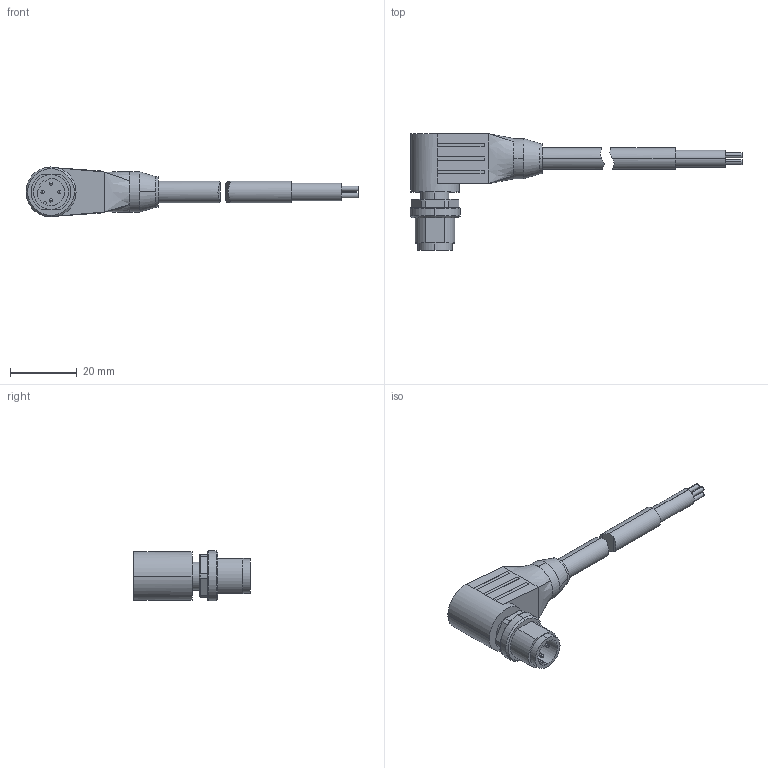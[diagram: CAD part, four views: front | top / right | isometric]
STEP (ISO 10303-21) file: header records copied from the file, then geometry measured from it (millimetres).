
FILE_DESCRIPTION(('STEP AP214'),'1');
FILE_NAME('cctmp_A240F59D-1DB3-4E32-A670-495B851CFB3E_2023_07_24_18_00_39_0969..stp','2023-07-24T16:00:41',('SIEMENS A&D'),('CADClick - www.CADClick.com'),'Spatial InterOp 3D postprocessed',' ','unknown authorization');
FILE_SCHEMA(('AUTOMOTIVE_DESIGN'));
Length unit declared in the file: millimetre
Products named in the file (3): cc_unnamed; 2023_07_24_18_00_39_0954; 2023_07_24_18_00_39_0950
Assembly tree (2 placements, depth 2):
  cc_unnamed
    2023_07_24_18_00_39_0954
    2023_07_24_18_00_39_0950
Bounding box: 99.6 x 35 x 15 mm (x, y, z)
Volume: 9815 mm3; surface area: 5187.1 mm2
Topology: 2 solids, 2 shells, 156 faces, 374 edges, 234 vertices
Faces by surface type: plane 69, cylinder 63, cone 8, sphere 8, bspline 6, torus 2
Entity records: 5403 total; most frequent: CARTESIAN_POINT 1131, DIRECTION 821, ORIENTED_EDGE 732, EDGE_CURVE 366, AXIS2_PLACEMENT_3D 320, VERTEX_POINT 234, LINE 181, VECTOR 181
